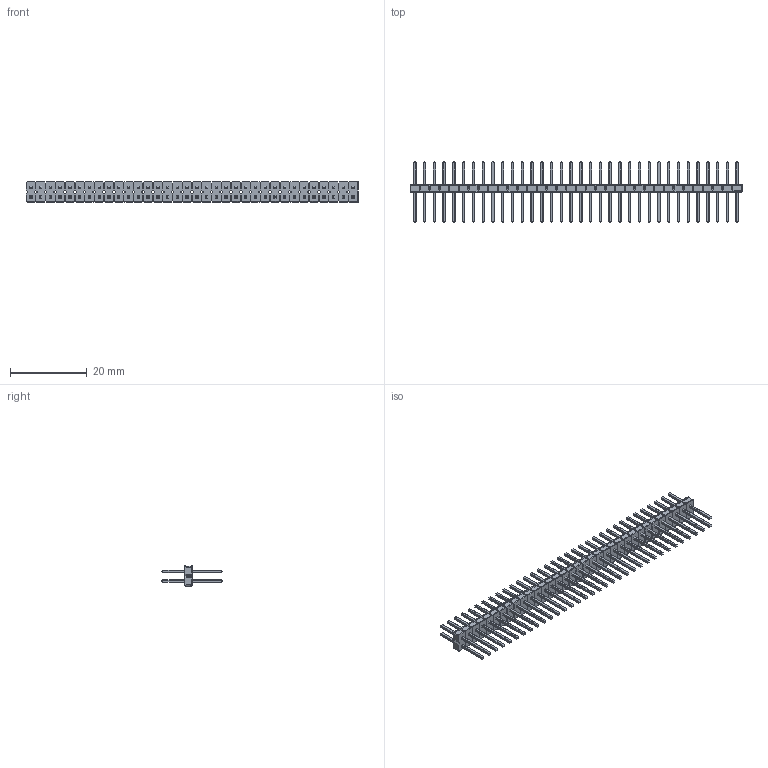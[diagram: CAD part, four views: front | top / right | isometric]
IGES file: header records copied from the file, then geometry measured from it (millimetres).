
Start section: SolidWorks IGES file using analytic representation for surfaces
Global section: file name: 929836-08-34.IGS; native system: SolidWorks 2014; preprocessor: SolidWorks 2014; author: susan_ahlfs; date: 171218.113535; units: millimetre
Bounding box: 86.36 x 15.76 x 5.46 mm (x, y, z)
Surface area: 4266.4 mm2 (no closed solid volume)
Topology: 0 solids, 0 shells, 8750 faces, 40306 edges, 39218 vertices
Faces by surface type: revolution 6441, bspline 2309
